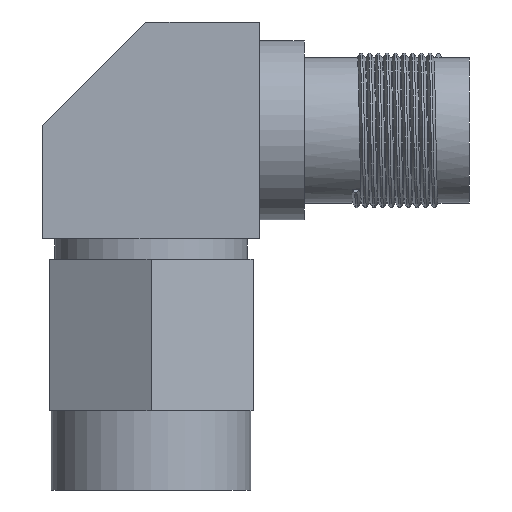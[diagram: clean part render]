
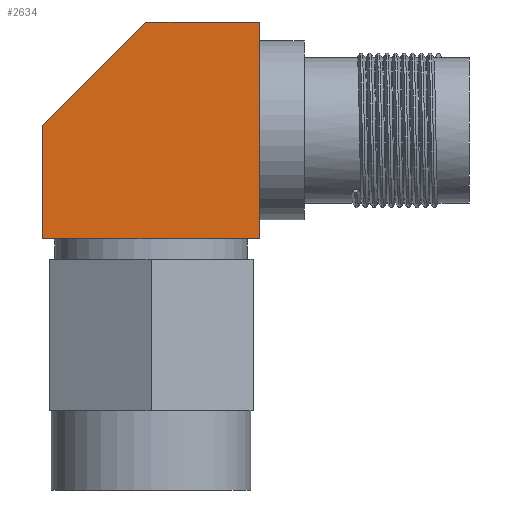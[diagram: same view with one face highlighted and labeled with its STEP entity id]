
A CAD part, front view. The second image highlights one B-rep face of the part: STEP entity #2634.
In plain terms, the highlighted planar face has unit normal (0, -1, 0).
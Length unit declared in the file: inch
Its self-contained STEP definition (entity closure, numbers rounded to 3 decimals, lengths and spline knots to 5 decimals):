
#19 = CARTESIAN_POINT ( 'NONE',  ( 0., -0.1575, 0. ) ) ;
#208 = DIRECTION ( 'NONE',  ( -1., 0., 0. ) ) ;
#243 = DIRECTION ( 'NONE',  ( 0., 0., 1. ) ) ;
#268 = ORIENTED_EDGE ( 'NONE', *, *, #2414, .F. ) ;
#284 = CARTESIAN_POINT ( 'NONE',  ( -0.1575, -0.1575, 0.0075 ) ) ;
#334 = LINE ( 'NONE', #1427, #479 ) ;
#352 = VERTEX_POINT ( 'NONE', #1422 ) ;
#479 = VECTOR ( 'NONE', #2579, 39.37008 ) ;
#736 = LINE ( 'NONE', #1125, #2718 ) ;
#827 = VECTOR ( 'NONE', #1727, 39.37008 ) ;
#881 = EDGE_CURVE ( 'NONE', #352, #2699, #334, .T. ) ;
#947 = EDGE_CURVE ( 'NONE', #2087, #1549, #736, .T. ) ;
#989 = VERTEX_POINT ( 'NONE', #1344 ) ;
#1019 = CARTESIAN_POINT ( 'NONE',  ( -0.1575, -0.1575, 0.1575 ) ) ;
#1125 = CARTESIAN_POINT ( 'NONE',  ( -0.1575, -0.1575, -0.1575 ) ) ;
#1284 = FACE_OUTER_BOUND ( 'NONE', #2268, .T. ) ;
#1344 = CARTESIAN_POINT ( 'NONE',  ( 0.1575, -0.1575, 0.1575 ) ) ;
#1422 = CARTESIAN_POINT ( 'NONE',  ( -0.0075, -0.1575, 0.1575 ) ) ;
#1427 = CARTESIAN_POINT ( 'NONE',  ( -0.0075, -0.1575, 0.1575 ) ) ;
#1468 = EDGE_CURVE ( 'NONE', #989, #2087, #1528, .T. ) ;
#1528 = LINE ( 'NONE', #2751, #1670 ) ;
#1544 = DIRECTION ( 'NONE',  ( 0., 0., 1. ) ) ;
#1549 = VERTEX_POINT ( 'NONE', #2302 ) ;
#1556 = ORIENTED_EDGE ( 'NONE', *, *, #1468, .F. ) ;
#1641 = DIRECTION ( 'NONE',  ( 0., 1., 0. ) ) ;
#1644 = ORIENTED_EDGE ( 'NONE', *, *, #2904, .F. ) ;
#1670 = VECTOR ( 'NONE', #2746, 39.37008 ) ;
#1684 = LINE ( 'NONE', #1019, #827 ) ;
#1727 = DIRECTION ( 'NONE',  ( 1., 0., 0. ) ) ;
#1760 = AXIS2_PLACEMENT_3D ( 'NONE', #19, #1641, #243 ) ;
#1773 = VECTOR ( 'NONE', #1544, 39.37008 ) ;
#2087 = VERTEX_POINT ( 'NONE', #2527 ) ;
#2121 = LINE ( 'NONE', #2686, #1773 ) ;
#2268 = EDGE_LOOP ( 'NONE', ( #1644, #2283, #268, #2453, #1556 ) ) ;
#2283 = ORIENTED_EDGE ( 'NONE', *, *, #881, .T. ) ;
#2302 = CARTESIAN_POINT ( 'NONE',  ( -0.1575, -0.1575, -0.1575 ) ) ;
#2414 = EDGE_CURVE ( 'NONE', #1549, #2699, #2121, .T. ) ;
#2453 = ORIENTED_EDGE ( 'NONE', *, *, #947, .F. ) ;
#2527 = CARTESIAN_POINT ( 'NONE',  ( 0.1575, -0.1575, -0.1575 ) ) ;
#2562 = PLANE ( 'NONE',  #1760 ) ;
#2579 = DIRECTION ( 'NONE',  ( -0.707, 0., -0.707 ) ) ;
#2634 = ADVANCED_FACE ( 'NONE', ( #1284 ), #2562, .F. ) ;
#2686 = CARTESIAN_POINT ( 'NONE',  ( -0.1575, -0.1575, -0.1575 ) ) ;
#2699 = VERTEX_POINT ( 'NONE', #284 ) ;
#2718 = VECTOR ( 'NONE', #208, 39.37008 ) ;
#2746 = DIRECTION ( 'NONE',  ( 0., 0., -1. ) ) ;
#2751 = CARTESIAN_POINT ( 'NONE',  ( 0.1575, -0.1575, -0.1575 ) ) ;
#2904 = EDGE_CURVE ( 'NONE', #352, #989, #1684, .T. ) ;
